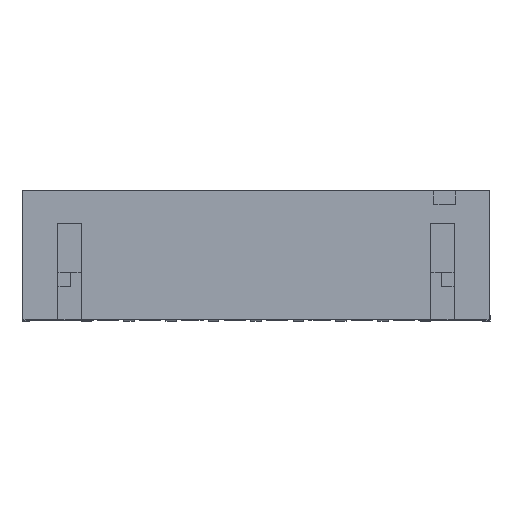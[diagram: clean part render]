
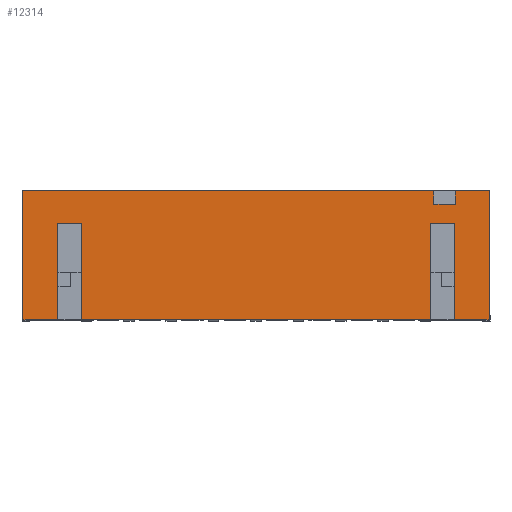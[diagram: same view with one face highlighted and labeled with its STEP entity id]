
A CAD part, top view. The second image highlights one B-rep face of the part: STEP entity #12314.
In plain terms, the highlighted planar face has unit normal (0, 0, 1).
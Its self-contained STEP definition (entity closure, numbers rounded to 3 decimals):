
#157=DIRECTION('',(1.,0.,0.));
#158=VECTOR('',#157,1.65);
#159=CARTESIAN_POINT('',(-11.,0.,2.75));
#160=LINE('',#159,#158);
#173=DIRECTION('',(1.,0.,0.));
#174=VECTOR('',#173,16.5);
#175=CARTESIAN_POINT('',(-8.25,0.,2.75));
#176=LINE('',#175,#174);
#189=DIRECTION('',(1.,0.,0.));
#190=VECTOR('',#189,1.65);
#191=CARTESIAN_POINT('',(9.35,0.,2.75));
#192=LINE('',#191,#190);
#1009=DIRECTION('',(0.,1.,0.));
#1010=VECTOR('',#1009,6.1);
#1011=CARTESIAN_POINT('',(11.,0.,2.75));
#1012=LINE('',#1011,#1010);
#1385=DIRECTION('',(1.,0.,0.));
#1386=VECTOR('',#1385,1.6);
#1387=CARTESIAN_POINT('',(9.4,6.1,2.75));
#1388=LINE('',#1387,#1386);
#1401=DIRECTION('',(1.,0.,0.));
#1402=VECTOR('',#1401,19.4);
#1403=CARTESIAN_POINT('',(-11.,6.1,2.75));
#1404=LINE('',#1403,#1402);
#4077=DIRECTION('',(1.,0.,0.));
#4078=VECTOR('',#4077,1.);
#4079=CARTESIAN_POINT('',(8.4,5.45,2.75));
#4080=LINE('',#4079,#4078);
#4081=DIRECTION('',(0.,-1.,0.));
#4082=VECTOR('',#4081,0.65);
#4083=CARTESIAN_POINT('',(9.4,6.1,2.75));
#4084=LINE('',#4083,#4082);
#4085=DIRECTION('',(0.,1.,0.));
#4086=VECTOR('',#4085,4.56);
#4087=CARTESIAN_POINT('',(9.35,0.,2.75));
#4088=LINE('',#4087,#4086);
#4089=DIRECTION('',(-1.,0.,0.));
#4090=VECTOR('',#4089,1.1);
#4091=CARTESIAN_POINT('',(9.35,4.56,2.75));
#4092=LINE('',#4091,#4090);
#4093=DIRECTION('',(0.,1.,0.));
#4094=VECTOR('',#4093,4.56);
#4095=CARTESIAN_POINT('',(8.25,0.,2.75));
#4096=LINE('',#4095,#4094);
#4097=DIRECTION('',(0.,1.,0.));
#4098=VECTOR('',#4097,4.56);
#4099=CARTESIAN_POINT('',(-8.25,0.,2.75));
#4100=LINE('',#4099,#4098);
#4101=DIRECTION('',(-1.,0.,0.));
#4102=VECTOR('',#4101,1.1);
#4103=CARTESIAN_POINT('',(-8.25,4.56,2.75));
#4104=LINE('',#4103,#4102);
#4105=DIRECTION('',(0.,1.,0.));
#4106=VECTOR('',#4105,4.56);
#4107=CARTESIAN_POINT('',(-9.35,0.,2.75));
#4108=LINE('',#4107,#4106);
#4109=DIRECTION('',(0.,1.,0.));
#4110=VECTOR('',#4109,6.1);
#4111=CARTESIAN_POINT('',(-11.,0.,2.75));
#4112=LINE('',#4111,#4110);
#4113=DIRECTION('',(0.,-1.,0.));
#4114=VECTOR('',#4113,0.65);
#4115=CARTESIAN_POINT('',(8.4,6.1,2.75));
#4116=LINE('',#4115,#4114);
#5055=CARTESIAN_POINT('',(-11.,0.,2.75));
#5056=CARTESIAN_POINT('',(-11.,6.1,2.75));
#5057=VERTEX_POINT('',#5055);
#5058=VERTEX_POINT('',#5056);
#5059=CARTESIAN_POINT('',(11.,0.,2.75));
#5060=CARTESIAN_POINT('',(11.,6.1,2.75));
#5061=VERTEX_POINT('',#5059);
#5062=VERTEX_POINT('',#5060);
#5089=CARTESIAN_POINT('',(-9.35,0.,2.75));
#5090=VERTEX_POINT('',#5089);
#5091=CARTESIAN_POINT('',(-8.25,0.,2.75));
#5092=VERTEX_POINT('',#5091);
#5093=CARTESIAN_POINT('',(8.25,0.,2.75));
#5094=VERTEX_POINT('',#5093);
#5095=CARTESIAN_POINT('',(9.35,0.,2.75));
#5096=VERTEX_POINT('',#5095);
#5097=CARTESIAN_POINT('',(-9.35,4.56,2.75));
#5098=VERTEX_POINT('',#5097);
#5099=CARTESIAN_POINT('',(-8.25,4.56,2.75));
#5100=VERTEX_POINT('',#5099);
#5101=CARTESIAN_POINT('',(8.25,4.56,2.75));
#5102=VERTEX_POINT('',#5101);
#5103=CARTESIAN_POINT('',(9.35,4.56,2.75));
#5104=VERTEX_POINT('',#5103);
#5251=CARTESIAN_POINT('',(9.4,6.1,2.75));
#5253=VERTEX_POINT('',#5251);
#5257=CARTESIAN_POINT('',(8.4,6.1,2.75));
#5258=VERTEX_POINT('',#5257);
#5259=CARTESIAN_POINT('',(8.4,5.45,2.75));
#5260=CARTESIAN_POINT('',(9.4,5.45,2.75));
#5261=VERTEX_POINT('',#5259);
#5262=VERTEX_POINT('',#5260);
#12286=CARTESIAN_POINT('',(-11.,0.,2.75));
#12287=DIRECTION('',(0.,0.,1.));
#12288=DIRECTION('',(1.,0.,0.));
#12289=AXIS2_PLACEMENT_3D('',#12286,#12287,#12288);
#12290=PLANE('',#12289);
#12292=ORIENTED_EDGE('',*,*,#12291,.T.);
#12294=ORIENTED_EDGE('',*,*,#12293,.F.);
#12295=ORIENTED_EDGE('',*,*,#8264,.T.);
#12296=ORIENTED_EDGE('',*,*,#7855,.F.);
#12297=ORIENTED_EDGE('',*,*,#6812,.F.);
#12298=ORIENTED_EDGE('',*,*,#11739,.T.);
#12300=ORIENTED_EDGE('',*,*,#12299,.T.);
#12302=ORIENTED_EDGE('',*,*,#12301,.F.);
#12303=ORIENTED_EDGE('',*,*,#6804,.F.);
#12304=ORIENTED_EDGE('',*,*,#12216,.T.);
#12305=ORIENTED_EDGE('',*,*,#12278,.T.);
#12306=ORIENTED_EDGE('',*,*,#8408,.F.);
#12307=ORIENTED_EDGE('',*,*,#6796,.F.);
#12308=ORIENTED_EDGE('',*,*,#8140,.T.);
#12309=ORIENTED_EDGE('',*,*,#8272,.T.);
#12311=ORIENTED_EDGE('',*,*,#12310,.T.);
#12312=EDGE_LOOP('',(#12292,#12294,#12295,#12296,#12297,#12298,#12300,#12302,
#12303,#12304,#12305,#12306,#12307,#12308,#12309,#12311));
#12313=FACE_OUTER_BOUND('',#12312,.F.);
#6796=EDGE_CURVE('',#5057,#5090,#160,.T.);
#6804=EDGE_CURVE('',#5092,#5094,#176,.T.);
#6812=EDGE_CURVE('',#5096,#5061,#192,.T.);
#7855=EDGE_CURVE('',#5061,#5062,#1012,.T.);
#8140=EDGE_CURVE('',#5057,#5058,#4112,.T.);
#8264=EDGE_CURVE('',#5253,#5062,#1388,.T.);
#8272=EDGE_CURVE('',#5058,#5258,#1404,.T.);
#8408=EDGE_CURVE('',#5090,#5098,#4108,.T.);
#11739=EDGE_CURVE('',#5096,#5104,#4088,.T.);
#12216=EDGE_CURVE('',#5092,#5100,#4100,.T.);
#12278=EDGE_CURVE('',#5100,#5098,#4104,.T.);
#12291=EDGE_CURVE('',#5261,#5262,#4080,.T.);
#12293=EDGE_CURVE('',#5253,#5262,#4084,.T.);
#12299=EDGE_CURVE('',#5104,#5102,#4092,.T.);
#12301=EDGE_CURVE('',#5094,#5102,#4096,.T.);
#12310=EDGE_CURVE('',#5258,#5261,#4116,.T.);
#12314=ADVANCED_FACE('',(#12313),#12290,.T.);
